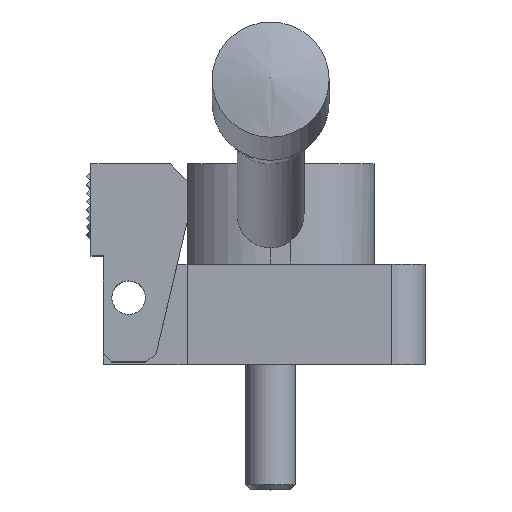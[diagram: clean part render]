
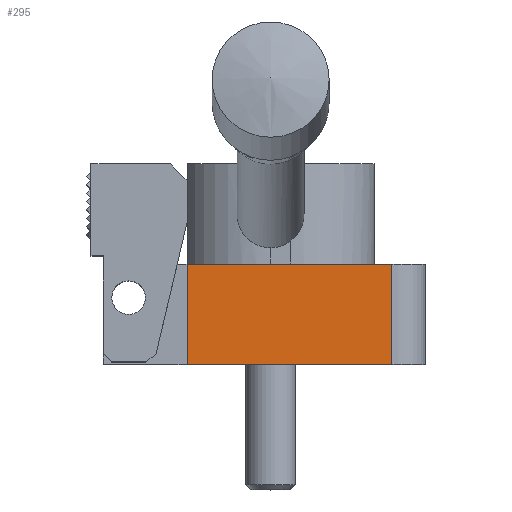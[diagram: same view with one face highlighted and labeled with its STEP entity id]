
A CAD part, top view. The second image highlights one B-rep face of the part: STEP entity #295.
In plain terms, the highlighted planar face has unit normal (0, 0, 1).
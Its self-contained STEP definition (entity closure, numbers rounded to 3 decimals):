
#295 = ADVANCED_FACE( '', ( #653 ), #654, .F. );
#653 = FACE_OUTER_BOUND( '', #1072, .T. );
#654 = PLANE( '', #1073 );
#1072 = EDGE_LOOP( '', ( #1905, #1906, #1907, #1908, #1909 ) );
#1073 = AXIS2_PLACEMENT_3D( '', #1910, #1911, #1912 );
#1905 = ORIENTED_EDGE( '', *, *, #2680, .T. );
#1906 = ORIENTED_EDGE( '', *, *, #2521, .F. );
#1907 = ORIENTED_EDGE( '', *, *, #2681, .F. );
#1908 = ORIENTED_EDGE( '', *, *, #2682, .F. );
#1909 = ORIENTED_EDGE( '', *, *, #2634, .T. );
#1910 = CARTESIAN_POINT( '', ( -10., 12., 12.5 ) );
#1911 = DIRECTION( '', ( 0., 0., -1. ) );
#1912 = DIRECTION( '', ( -1., 0., 0. ) );
#2521 = EDGE_CURVE( '', #3031, #3026, #3033, .T. );
#2634 = EDGE_CURVE( '', #3190, #3188, #3191, .T. );
#2680 = EDGE_CURVE( '', #3188, #3026, #3253, .T. );
#2681 = EDGE_CURVE( '', #2970, #3031, #3254, .T. );
#2682 = EDGE_CURVE( '', #3190, #2970, #3255, .T. );
#2970 = VERTEX_POINT( '', #3623 );
#3026 = VERTEX_POINT( '', #3689 );
#3031 = VERTEX_POINT( '', #3695 );
#3033 = LINE( '', #3697, #3698 );
#3188 = VERTEX_POINT( '', #3922 );
#3190 = VERTEX_POINT( '', #3925 );
#3191 = LINE( '', #3926, #3927 );
#3253 = LINE( '', #4009, #4010 );
#3254 = LINE( '', #4011, #4012 );
#3255 = LINE( '', #4013, #4014 );
#3623 = CARTESIAN_POINT( '', ( 11.565, 12., 12.5 ) );
#3689 = CARTESIAN_POINT( '', ( 14.5, 0., 12.5 ) );
#3695 = CARTESIAN_POINT( '', ( 14.5, 12., 12.5 ) );
#3697 = CARTESIAN_POINT( '', ( 14.5, 12., 12.5 ) );
#3698 = VECTOR( '', #4376, 1000. );
#3922 = CARTESIAN_POINT( '', ( -10., 0., 12.5 ) );
#3925 = CARTESIAN_POINT( '', ( -10., 12., 12.5 ) );
#3926 = CARTESIAN_POINT( '', ( -10., 12., 12.5 ) );
#3927 = VECTOR( '', #4554, 1000. );
#4009 = CARTESIAN_POINT( '', ( -10., 0., 12.5 ) );
#4010 = VECTOR( '', #4611, 1000. );
#4011 = CARTESIAN_POINT( '', ( -10., 12., 12.5 ) );
#4012 = VECTOR( '', #4612, 1000. );
#4013 = CARTESIAN_POINT( '', ( -10., 12., 12.5 ) );
#4014 = VECTOR( '', #4613, 1000. );
#4376 = DIRECTION( '', ( 0., -1., 0. ) );
#4554 = DIRECTION( '', ( 0., -1., 0. ) );
#4611 = DIRECTION( '', ( 1., 0., 0. ) );
#4612 = DIRECTION( '', ( 1., 0., 0. ) );
#4613 = DIRECTION( '', ( 1., 0., 0. ) );
